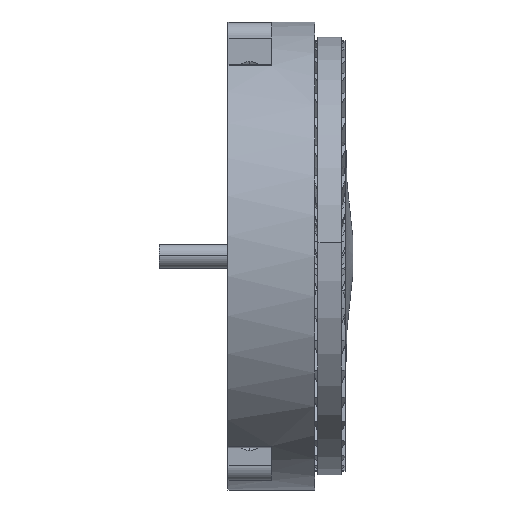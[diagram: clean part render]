
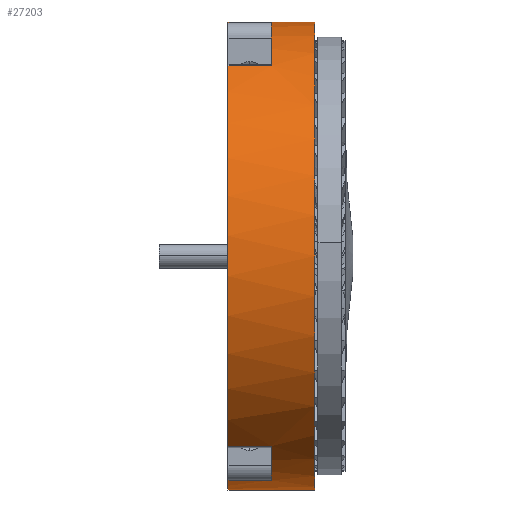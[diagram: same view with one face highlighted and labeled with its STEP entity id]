
A CAD part, left-side view. The second image highlights one B-rep face of the part: STEP entity #27203.
In plain terms, the highlighted cylindrical face has radius 95.885 mm (diameter 191.77 mm), a partial arc.
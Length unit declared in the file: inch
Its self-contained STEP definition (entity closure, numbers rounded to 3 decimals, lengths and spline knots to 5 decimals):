
#355 = CARTESIAN_POINT ( 'NONE',  ( 0., -0.25, 0. ) ) ;
#532 = CARTESIAN_POINT ( 'NONE',  ( -1.07092, 0.7, -3.61991 ) ) ;
#793 = ORIENTED_EDGE ( 'NONE', *, *, #34174, .F. ) ;
#889 = DIRECTION ( 'NONE',  ( 0., 1., 0. ) ) ;
#1116 = DIRECTION ( 'NONE',  ( 0., 1., 0. ) ) ;
#1166 = CIRCLE ( 'NONE', #31238, 3.775 ) ;
#1344 = CIRCLE ( 'NONE', #5949, 3.775 ) ;
#1646 = CARTESIAN_POINT ( 'NONE',  ( -0.26773, 0.7, 3.76549 ) ) ;
#1807 = VECTOR ( 'NONE', #12260, 39.37008 ) ;
#2012 = LINE ( 'NONE', #4896, #10459 ) ;
#3015 = CIRCLE ( 'NONE', #32521, 3.775 ) ;
#3519 = VERTEX_POINT ( 'NONE', #1646 ) ;
#3766 = LINE ( 'NONE', #14810, #1807 ) ;
#3836 = DIRECTION ( 'NONE',  ( 0., 1., 0. ) ) ;
#3859 = LINE ( 'NONE', #12892, #20852 ) ;
#4173 = CIRCLE ( 'NONE', #18080, 3.775 ) ;
#4356 = AXIS2_PLACEMENT_3D ( 'NONE', #355, #889, #19949 ) ;
#4896 = CARTESIAN_POINT ( 'NONE',  ( -1.07092, -0.25, -3.61991 ) ) ;
#5565 = DIRECTION ( 'NONE',  ( 0., 1., 0. ) ) ;
#5882 = ORIENTED_EDGE ( 'NONE', *, *, #16558, .F. ) ;
#5949 = AXIS2_PLACEMENT_3D ( 'NONE', #12431, #24576, #27301 ) ;
#6892 = CARTESIAN_POINT ( 'NONE',  ( 0., 0., 0. ) ) ;
#7119 = VERTEX_POINT ( 'NONE', #32263 ) ;
#7479 = EDGE_CURVE ( 'NONE', #3519, #29093, #1344, .T. ) ;
#8092 = DIRECTION ( 'NONE',  ( 0., 0., 1. ) ) ;
#8287 = DIRECTION ( 'NONE',  ( 0., 1., 0. ) ) ;
#8465 = CARTESIAN_POINT ( 'NONE',  ( 0., -0.7, 0. ) ) ;
#9028 = CARTESIAN_POINT ( 'NONE',  ( 0., -0.7, -3.775 ) ) ;
#9458 = VECTOR ( 'NONE', #18090, 39.37008 ) ;
#10237 = EDGE_CURVE ( 'NONE', #24552, #16046, #31830, .T. ) ;
#10459 = VECTOR ( 'NONE', #29390, 39.37008 ) ;
#10647 = DIRECTION ( 'NONE',  ( 0., 1., 0. ) ) ;
#10817 = DIRECTION ( 'NONE',  ( 0., 1., 0. ) ) ;
#11486 = ORIENTED_EDGE ( 'NONE', *, *, #7479, .F. ) ;
#11885 = CARTESIAN_POINT ( 'NONE',  ( -1.07092, 0., -3.61991 ) ) ;
#12097 = EDGE_CURVE ( 'NONE', #3519, #7119, #3766, .T. ) ;
#12260 = DIRECTION ( 'NONE',  ( 0., -1., 0. ) ) ;
#12266 = ORIENTED_EDGE ( 'NONE', *, *, #33478, .F. ) ;
#12431 = CARTESIAN_POINT ( 'NONE',  ( 0., 0.7, 0. ) ) ;
#12892 = CARTESIAN_POINT ( 'NONE',  ( -2.19777, -0.25, 3.06927 ) ) ;
#12948 = EDGE_LOOP ( 'NONE', ( #5882, #28494, #24187, #11486, #22448, #15099, #19035, #12266, #13935, #793, #16790, #17130 ) ) ;
#12956 = EDGE_CURVE ( 'NONE', #25023, #32016, #1166, .T. ) ;
#13532 = CARTESIAN_POINT ( 'NONE',  ( 0., 0.7, 0. ) ) ;
#13697 = AXIS2_PLACEMENT_3D ( 'NONE', #6892, #17976, #15250 ) ;
#13935 = ORIENTED_EDGE ( 'NONE', *, *, #10237, .T. ) ;
#14409 = EDGE_CURVE ( 'NONE', #18339, #21620, #3859, .T. ) ;
#14810 = CARTESIAN_POINT ( 'NONE',  ( -0.26773, -0.25, 3.76549 ) ) ;
#15099 = ORIENTED_EDGE ( 'NONE', *, *, #17222, .F. ) ;
#15250 = DIRECTION ( 'NONE',  ( 0., 0., 1. ) ) ;
#15939 = VERTEX_POINT ( 'NONE', #532 ) ;
#16046 = VERTEX_POINT ( 'NONE', #20654 ) ;
#16235 = EDGE_CURVE ( 'NONE', #17204, #15939, #22064, .T. ) ;
#16488 = EDGE_CURVE ( 'NONE', #32016, #29093, #27952, .T. ) ;
#16558 = EDGE_CURVE ( 'NONE', #25023, #17204, #25955, .T. ) ;
#16649 = CARTESIAN_POINT ( 'NONE',  ( -2.19777, 0., 3.06927 ) ) ;
#16790 = ORIENTED_EDGE ( 'NONE', *, *, #31097, .T. ) ;
#17130 = ORIENTED_EDGE ( 'NONE', *, *, #16235, .F. ) ;
#17193 = VECTOR ( 'NONE', #1116, 39.37008 ) ;
#17204 = VERTEX_POINT ( 'NONE', #20529 ) ;
#17222 = EDGE_CURVE ( 'NONE', #18339, #7119, #29339, .T. ) ;
#17412 = CARTESIAN_POINT ( 'NONE',  ( 0., -0.7, 3.775 ) ) ;
#17617 = CARTESIAN_POINT ( 'NONE',  ( -2.19777, 0.7, -3.06927 ) ) ;
#17717 = CARTESIAN_POINT ( 'NONE',  ( 0., 0.7, 3.775 ) ) ;
#17976 = DIRECTION ( 'NONE',  ( 0., 1., 0. ) ) ;
#18080 = AXIS2_PLACEMENT_3D ( 'NONE', #13532, #10817, #8092 ) ;
#18090 = DIRECTION ( 'NONE',  ( 0., -1., 0. ) ) ;
#18339 = VERTEX_POINT ( 'NONE', #16649 ) ;
#19035 = ORIENTED_EDGE ( 'NONE', *, *, #14409, .T. ) ;
#19374 = CARTESIAN_POINT ( 'NONE',  ( 0., 0., 0. ) ) ;
#19949 = DIRECTION ( 'NONE',  ( 0., 0., 1. ) ) ;
#20162 = CARTESIAN_POINT ( 'NONE',  ( 0., -0.25, -3.775 ) ) ;
#20529 = CARTESIAN_POINT ( 'NONE',  ( 0., 0.7, -3.775 ) ) ;
#20654 = CARTESIAN_POINT ( 'NONE',  ( -2.19777, 0., -3.06927 ) ) ;
#20852 = VECTOR ( 'NONE', #31739, 39.37008 ) ;
#20914 = AXIS2_PLACEMENT_3D ( 'NONE', #35447, #10647, #32745 ) ;
#21620 = VERTEX_POINT ( 'NONE', #25595 ) ;
#22064 = CIRCLE ( 'NONE', #20914, 3.775 ) ;
#22448 = ORIENTED_EDGE ( 'NONE', *, *, #12097, .T. ) ;
#23033 = VERTEX_POINT ( 'NONE', #11885 ) ;
#24187 = ORIENTED_EDGE ( 'NONE', *, *, #16488, .T. ) ;
#24552 = VERTEX_POINT ( 'NONE', #17617 ) ;
#24576 = DIRECTION ( 'NONE',  ( 0., 1., 0. ) ) ;
#25023 = VERTEX_POINT ( 'NONE', #9028 ) ;
#25595 = CARTESIAN_POINT ( 'NONE',  ( -2.19777, 0.7, 3.06927 ) ) ;
#25955 = LINE ( 'NONE', #20162, #17193 ) ;
#27203 = ADVANCED_FACE ( 'NONE', ( #34023 ), #28091, .T. ) ;
#27301 = DIRECTION ( 'NONE',  ( 0., 0., 1. ) ) ;
#27516 = DIRECTION ( 'NONE',  ( 0., 0., 1. ) ) ;
#27952 = LINE ( 'NONE', #33549, #29898 ) ;
#28091 = CYLINDRICAL_SURFACE ( 'NONE', #4356, 3.775 ) ;
#28494 = ORIENTED_EDGE ( 'NONE', *, *, #12956, .T. ) ;
#29093 = VERTEX_POINT ( 'NONE', #17717 ) ;
#29339 = CIRCLE ( 'NONE', #13697, 3.775 ) ;
#29390 = DIRECTION ( 'NONE',  ( 0., 1., 0. ) ) ;
#29898 = VECTOR ( 'NONE', #3836, 39.37008 ) ;
#30580 = DIRECTION ( 'NONE',  ( 0., 0., 1. ) ) ;
#31097 = EDGE_CURVE ( 'NONE', #23033, #15939, #2012, .T. ) ;
#31238 = AXIS2_PLACEMENT_3D ( 'NONE', #8465, #8287, #27516 ) ;
#31654 = CARTESIAN_POINT ( 'NONE',  ( -2.19777, -0.25, -3.06927 ) ) ;
#31739 = DIRECTION ( 'NONE',  ( 0., 1., 0. ) ) ;
#31830 = LINE ( 'NONE', #31654, #9458 ) ;
#32016 = VERTEX_POINT ( 'NONE', #17412 ) ;
#32263 = CARTESIAN_POINT ( 'NONE',  ( -0.26773, 0., 3.76549 ) ) ;
#32521 = AXIS2_PLACEMENT_3D ( 'NONE', #19374, #5565, #30580 ) ;
#32745 = DIRECTION ( 'NONE',  ( 0., 0., 1. ) ) ;
#33478 = EDGE_CURVE ( 'NONE', #24552, #21620, #4173, .T. ) ;
#33549 = CARTESIAN_POINT ( 'NONE',  ( 0., -0.25, 3.775 ) ) ;
#34023 = FACE_OUTER_BOUND ( 'NONE', #12948, .T. ) ;
#34174 = EDGE_CURVE ( 'NONE', #23033, #16046, #3015, .T. ) ;
#35447 = CARTESIAN_POINT ( 'NONE',  ( 0., 0.7, 0. ) ) ;
